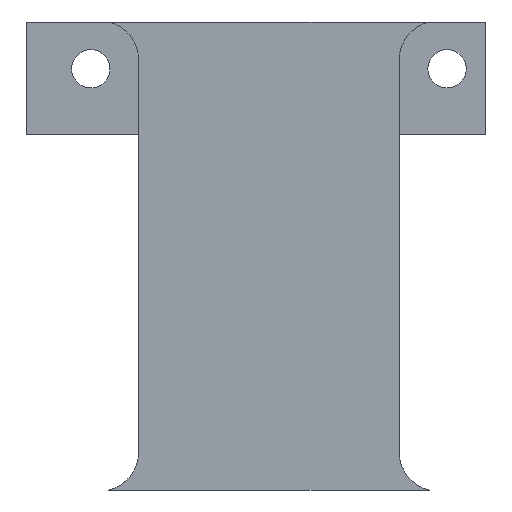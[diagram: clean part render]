
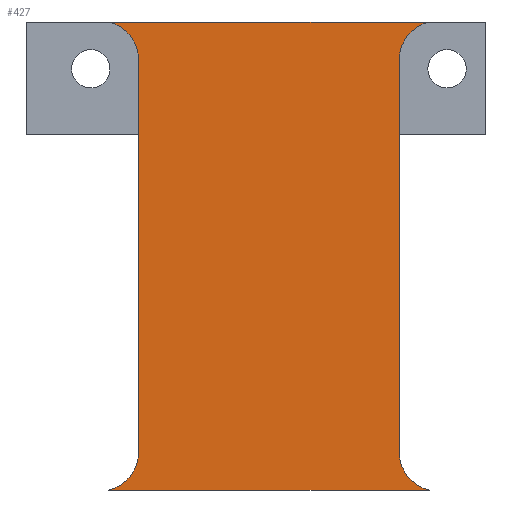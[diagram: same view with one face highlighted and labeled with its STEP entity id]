
A CAD part, front view. The second image highlights one B-rep face of the part: STEP entity #427.
In plain terms, the highlighted planar face has unit normal (0, -1, 0).
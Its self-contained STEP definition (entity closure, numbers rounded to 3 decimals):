
#4 = CARTESIAN_POINT ( 'NONE',  ( 55.57, -30.5, 81.881 ) ) ;
#23 = EDGE_CURVE ( 'NONE', #132, #254, #537, .T. ) ;
#33 = DIRECTION ( 'NONE',  ( 0., 0., -1. ) ) ;
#46 = DIRECTION ( 'NONE',  ( 0., 1., 0. ) ) ;
#57 = EDGE_CURVE ( 'NONE', #683, #711, #469, .T. ) ;
#95 = EDGE_CURVE ( 'NONE', #254, #494, #561, .T. ) ;
#106 = AXIS2_PLACEMENT_3D ( 'NONE', #358, #571, #226 ) ;
#116 = DIRECTION ( 'NONE',  ( 0., 1., 0. ) ) ;
#118 = CARTESIAN_POINT ( 'NONE',  ( 83.43, -30.5, 81.881 ) ) ;
#123 = DIRECTION ( 'NONE',  ( -1., 0., 0. ) ) ;
#127 = FACE_OUTER_BOUND ( 'NONE', #222, .T. ) ;
#132 = VERTEX_POINT ( 'NONE', #399 ) ;
#157 = VERTEX_POINT ( 'NONE', #183 ) ;
#175 = VECTOR ( 'NONE', #501, 1000. ) ;
#183 = CARTESIAN_POINT ( 'NONE',  ( 83.43, -30.5, 46. ) ) ;
#186 = CARTESIAN_POINT ( 'NONE',  ( 86.63, -30.5, 50. ) ) ;
#199 = CARTESIAN_POINT ( 'NONE',  ( 87.53, -30.5, 46. ) ) ;
#219 = ORIENTED_EDGE ( 'NONE', *, *, #691, .T. ) ;
#222 = EDGE_LOOP ( 'NONE', ( #322, #375, #516, #421, #695, #463, #219, #441 ) ) ;
#226 = DIRECTION ( 'NONE',  ( 0., 0., 1. ) ) ;
#239 = AXIS2_PLACEMENT_3D ( 'NONE', #350, #291, #508 ) ;
#254 = VERTEX_POINT ( 'NONE', #627 ) ;
#264 = VERTEX_POINT ( 'NONE', #186 ) ;
#284 = DIRECTION ( 'NONE',  ( 1., 0., 0. ) ) ;
#285 = CARTESIAN_POINT ( 'NONE',  ( 87.53, -30.5, 4. ) ) ;
#291 = DIRECTION ( 'NONE',  ( 0., 1., 0. ) ) ;
#295 = LINE ( 'NONE', #118, #586 ) ;
#322 = ORIENTED_EDGE ( 'NONE', *, *, #471, .F. ) ;
#327 = CARTESIAN_POINT ( 'NONE',  ( 51.47, -30.5, 46. ) ) ;
#329 = CARTESIAN_POINT ( 'NONE',  ( 52.37, -30.5, 0. ) ) ;
#350 = CARTESIAN_POINT ( 'NONE',  ( 51.47, -30.5, 4. ) ) ;
#358 = CARTESIAN_POINT ( 'NONE',  ( 55.57, -30.5, 81.881 ) ) ;
#366 = VECTOR ( 'NONE', #284, 1000. ) ;
#371 = DIRECTION ( 'NONE',  ( 0., 1., 0. ) ) ;
#375 = ORIENTED_EDGE ( 'NONE', *, *, #566, .T. ) ;
#384 = CIRCLE ( 'NONE', #473, 4.1 ) ;
#399 = CARTESIAN_POINT ( 'NONE',  ( 52.37, -30.5, 50. ) ) ;
#403 = DIRECTION ( 'NONE',  ( 0., 0., 1. ) ) ;
#411 = DIRECTION ( 'NONE',  ( 0., 0., -1. ) ) ;
#414 = AXIS2_PLACEMENT_3D ( 'NONE', #327, #46, #403 ) ;
#421 = ORIENTED_EDGE ( 'NONE', *, *, #23, .T. ) ;
#427 = ADVANCED_FACE ( 'NONE', ( #127 ), #506, .F. ) ;
#433 = AXIS2_PLACEMENT_3D ( 'NONE', #285, #116, #451 ) ;
#441 = ORIENTED_EDGE ( 'NONE', *, *, #57, .T. ) ;
#451 = DIRECTION ( 'NONE',  ( 0., 0., -1. ) ) ;
#453 = LINE ( 'NONE', #670, #717 ) ;
#463 = ORIENTED_EDGE ( 'NONE', *, *, #490, .T. ) ;
#469 = CIRCLE ( 'NONE', #433, 4.1 ) ;
#471 = EDGE_CURVE ( 'NONE', #157, #711, #295, .T. ) ;
#473 = AXIS2_PLACEMENT_3D ( 'NONE', #199, #371, #33 ) ;
#483 = EDGE_CURVE ( 'NONE', #264, #132, #453, .T. ) ;
#490 = EDGE_CURVE ( 'NONE', #494, #644, #551, .T. ) ;
#494 = VERTEX_POINT ( 'NONE', #567 ) ;
#501 = DIRECTION ( 'NONE',  ( 0., 0., -1. ) ) ;
#506 = PLANE ( 'NONE',  #106 ) ;
#508 = DIRECTION ( 'NONE',  ( 0., 0., 1. ) ) ;
#516 = ORIENTED_EDGE ( 'NONE', *, *, #483, .T. ) ;
#537 = CIRCLE ( 'NONE', #414, 4.1 ) ;
#551 = CIRCLE ( 'NONE', #239, 4.1 ) ;
#561 = LINE ( 'NONE', #4, #175 ) ;
#564 = LINE ( 'NONE', #671, #366 ) ;
#566 = EDGE_CURVE ( 'NONE', #157, #264, #384, .T. ) ;
#567 = CARTESIAN_POINT ( 'NONE',  ( 55.57, -30.5, 4. ) ) ;
#571 = DIRECTION ( 'NONE',  ( 0., 1., 0. ) ) ;
#586 = VECTOR ( 'NONE', #411, 1000. ) ;
#617 = CARTESIAN_POINT ( 'NONE',  ( 86.63, -30.5, 0. ) ) ;
#627 = CARTESIAN_POINT ( 'NONE',  ( 55.57, -30.5, 46. ) ) ;
#644 = VERTEX_POINT ( 'NONE', #329 ) ;
#670 = CARTESIAN_POINT ( 'NONE',  ( 55.57, -30.5, 50. ) ) ;
#671 = CARTESIAN_POINT ( 'NONE',  ( 55.57, -30.5, 0. ) ) ;
#683 = VERTEX_POINT ( 'NONE', #617 ) ;
#691 = EDGE_CURVE ( 'NONE', #644, #683, #564, .T. ) ;
#695 = ORIENTED_EDGE ( 'NONE', *, *, #95, .T. ) ;
#711 = VERTEX_POINT ( 'NONE', #713 ) ;
#713 = CARTESIAN_POINT ( 'NONE',  ( 83.43, -30.5, 4. ) ) ;
#717 = VECTOR ( 'NONE', #123, 1000. ) ;
